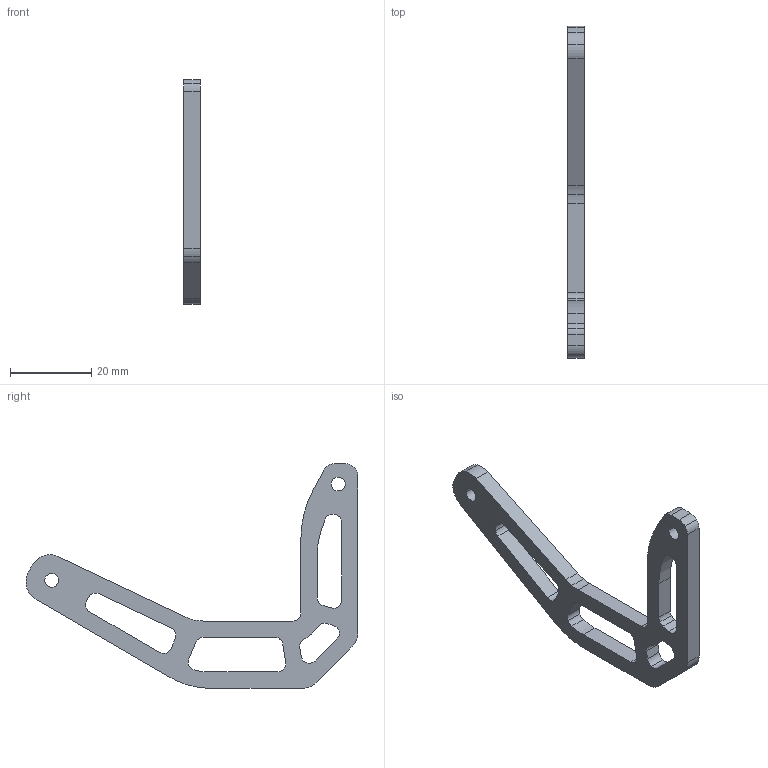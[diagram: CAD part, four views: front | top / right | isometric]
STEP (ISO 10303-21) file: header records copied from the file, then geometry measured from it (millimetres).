
FILE_DESCRIPTION (( 'STEP AP214' ), '1' );
FILE_NAME ('Swing Arm Long 4mm ext.STEP', '2020-04-11T19:06:44', ( 'Windows User' ), ( '' ), 'SwSTEP 2.0', 'SolidWorks 2019', '' );
FILE_SCHEMA (( 'AUTOMOTIVE_DESIGN' ));
Length unit declared in the file: millimetre
Products named in the file (1): Swing Arm Long 4mm ext
Bounding box: 4 x 81.69 x 55.25 mm (x, y, z)
Volume: 4681.9 mm3; surface area: 4249.8 mm2
Topology: 1 solids, 1 shells, 84 faces, 246 edges, 164 vertices
Faces by surface type: cylinder 60, plane 24
Entity records: 2908 total; most frequent: DIRECTION 536, CARTESIAN_POINT 495, ORIENTED_EDGE 492, EDGE_CURVE 246, AXIS2_PLACEMENT_3D 205, VERTEX_POINT 164, VECTOR 126, LINE 126
